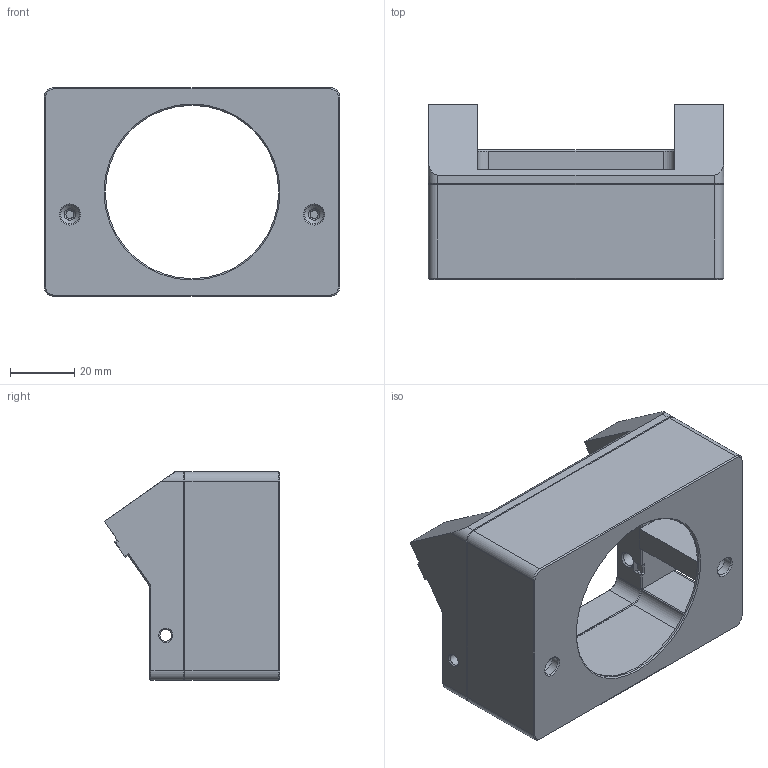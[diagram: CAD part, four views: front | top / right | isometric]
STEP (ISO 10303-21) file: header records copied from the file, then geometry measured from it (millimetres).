
FILE_DESCRIPTION(/* description */ (''),/* implementation_level */ '2;1');
FILE_NAME(/* name */ 'PTC_Chamber_heater v12.step',/* time_stamp */ '2023-12-24T13:50:26+09:00',/* author */ (''),/* organization */ (''),/* preprocessor_version */ 'ST-DEVELOPER v20',/* originating_system */ 'Autodesk Translation Framework v12.14.0.127',/* authorisation */ '');
FILE_SCHEMA (('AUTOMOTIVE_DESIGN { 1 0 10303 214 3 1 1 }'));
Length unit declared in the file: millimetre
Products named in the file (1): PTC_Chamber_heater
Bounding box: 92 x 54.62 x 65 mm (x, y, z)
Volume: 58066.1 mm3; surface area: 37145.4 mm2
Topology: 2 solids, 2 shells, 190 faces, 484 edges, 301 vertices
Faces by surface type: plane 100, cylinder 51, cone 37, bspline 2
Full cylindrical faces by diameter (mm): 3.6 x4, 4.5 x4, 5.8 x2, 5.9 x2, 9.8 x1, 10 x1, 54 x1
Entity records: 5894 total; most frequent: CARTESIAN_POINT 1150, DIRECTION 999, ORIENTED_EDGE 968, EDGE_CURVE 484, LINE 335, VECTOR 335, AXIS2_PLACEMENT_3D 332, VERTEX_POINT 301
